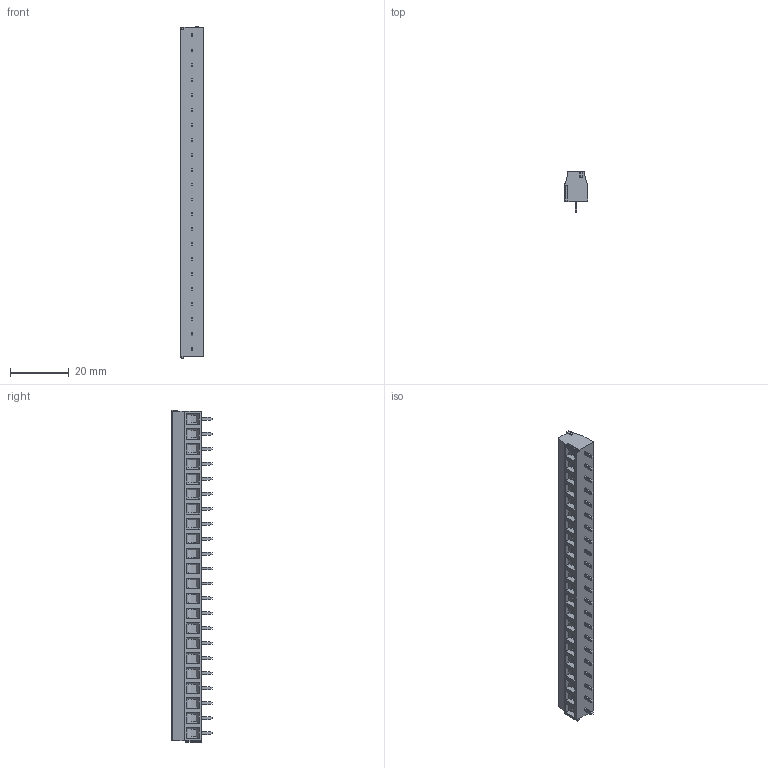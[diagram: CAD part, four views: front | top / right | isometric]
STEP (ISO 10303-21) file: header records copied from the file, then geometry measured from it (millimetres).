
FILE_DESCRIPTION((''),'2;1');
FILE_NAME('TL308V','2024-12-14T',('yanfa'),(''),'PRO/ENGINEER BY PARAMETRIC TECHNOLOGY CORPORATION, 2009280','PRO/ENGINEER BY PARAMETRIC TECHNOLOGY CORPORATION, 2009280','');
FILE_SCHEMA(('AUTOMOTIVE_DESIGN_CC2 { 1 2 10303 214 -1 1 5 2 }'));
Length unit declared in the file: millimetre
Products named in the file (1): TL308V
Bounding box: 8.1 x 13.65 x 112.76 mm (x, y, z)
Volume: 7591.8 mm3; surface area: 5160 mm2
Topology: 1 solids, 1 shells, 912 faces, 2268 edges, 1424 vertices
Faces by surface type: plane 549, cylinder 231, cone 88, torus 44
Entity records: 27038 total; most frequent: CARTESIAN_POINT 5044, DIRECTION 4598, ORIENTED_EDGE 4536, EDGE_CURVE 2268, VECTOR 1586, LINE 1586, AXIS2_PLACEMENT_3D 1506, VERTEX_POINT 1424
